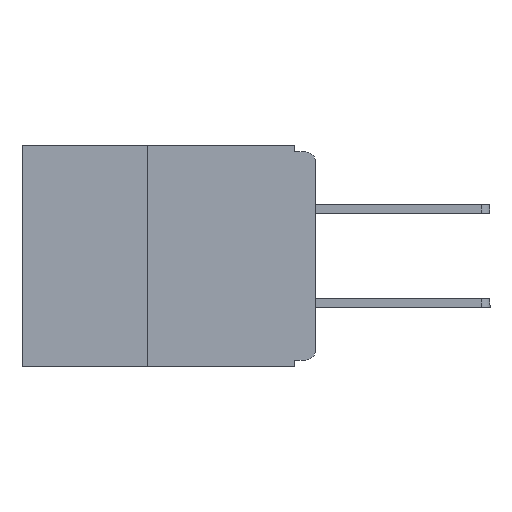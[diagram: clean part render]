
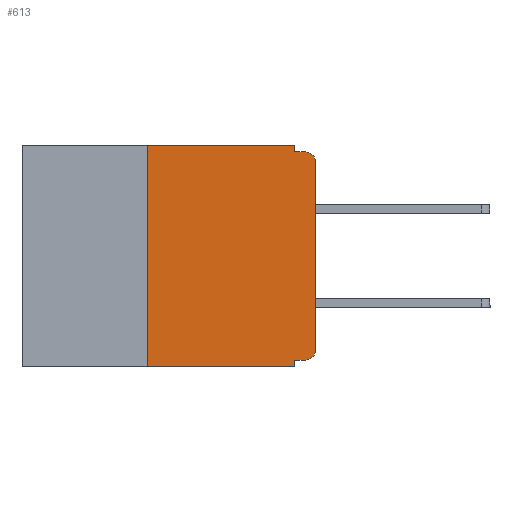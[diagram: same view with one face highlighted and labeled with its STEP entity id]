
A CAD part, left-side view. The second image highlights one B-rep face of the part: STEP entity #613.
In plain terms, the highlighted planar face has unit normal (-1, 0, 0).
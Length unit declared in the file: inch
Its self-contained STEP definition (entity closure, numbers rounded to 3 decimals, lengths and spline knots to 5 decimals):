
#75 = VERTEX_POINT ( 'NONE', #3901 ) ;
#84 = DIRECTION ( 'NONE',  ( 0., 0., -1. ) ) ;
#289 = CARTESIAN_POINT ( 'NONE',  ( 0., 0., 0. ) ) ;
#453 = DIRECTION ( 'NONE',  ( 0., 0., -1. ) ) ;
#489 = CARTESIAN_POINT ( 'NONE',  ( 0., 0.25, -0.33 ) ) ;
#613 = ADVANCED_FACE ( 'NONE', ( #5909 ), #11837, .F. ) ;
#700 = DIRECTION ( 'NONE',  ( -1., 0., 0. ) ) ;
#733 = VERTEX_POINT ( 'NONE', #14732 ) ;
#1502 = EDGE_CURVE ( 'NONE', #8918, #733, #3186, .T. ) ;
#1770 = CARTESIAN_POINT ( 'NONE',  ( 0., 0.015, -0.32 ) ) ;
#2097 = CARTESIAN_POINT ( 'NONE',  ( 0., 0.031, 0. ) ) ;
#2469 = ORIENTED_EDGE ( 'NONE', *, *, #12997, .T. ) ;
#2546 = EDGE_LOOP ( 'NONE', ( #2469, #3207, #3525, #3698, #4930, #5616, #5689, #6540, #7222, #9077 ) ) ;
#2676 = LINE ( 'NONE', #289, #15227 ) ;
#2933 = VECTOR ( 'NONE', #4291, 39.37008 ) ;
#3067 = CARTESIAN_POINT ( 'NONE',  ( 0., 0.437, 0. ) ) ;
#3186 = LINE ( 'NONE', #14498, #9229 ) ;
#3207 = ORIENTED_EDGE ( 'NONE', *, *, #12303, .T. ) ;
#3229 = LINE ( 'NONE', #3067, #9269 ) ;
#3368 = VERTEX_POINT ( 'NONE', #5229 ) ;
#3501 = VERTEX_POINT ( 'NONE', #4121 ) ;
#3525 = ORIENTED_EDGE ( 'NONE', *, *, #4588, .F. ) ;
#3698 = ORIENTED_EDGE ( 'NONE', *, *, #13352, .F. ) ;
#3811 = LINE ( 'NONE', #13648, #12929 ) ;
#3901 = CARTESIAN_POINT ( 'NONE',  ( 0., 0., -0.025 ) ) ;
#4121 = CARTESIAN_POINT ( 'NONE',  ( 0., 0.25, -0.33 ) ) ;
#4124 = DIRECTION ( 'NONE',  ( 0., 0., -1. ) ) ;
#4276 = LINE ( 'NONE', #2097, #10238 ) ;
#4291 = DIRECTION ( 'NONE',  ( 0., 0., 1. ) ) ;
#4487 = CARTESIAN_POINT ( 'NONE',  ( 0., 0.015, -0.01 ) ) ;
#4588 = EDGE_CURVE ( 'NONE', #9606, #14120, #5748, .T. ) ;
#4827 = CARTESIAN_POINT ( 'NONE',  ( 0., 0.437, -0.33 ) ) ;
#4849 = CARTESIAN_POINT ( 'NONE',  ( 0., 0.437, 0. ) ) ;
#4894 = DIRECTION ( 'NONE',  ( 1., 0., 0. ) ) ;
#4930 = ORIENTED_EDGE ( 'NONE', *, *, #14707, .F. ) ;
#5217 = EDGE_CURVE ( 'NONE', #733, #10021, #3811, .T. ) ;
#5229 = CARTESIAN_POINT ( 'NONE',  ( 0., 0.031, 0. ) ) ;
#5615 = DIRECTION ( 'NONE',  ( 0., -1., 0. ) ) ;
#5616 = ORIENTED_EDGE ( 'NONE', *, *, #11901, .F. ) ;
#5689 = ORIENTED_EDGE ( 'NONE', *, *, #13717, .T. ) ;
#5748 = LINE ( 'NONE', #6058, #8508 ) ;
#5909 = FACE_OUTER_BOUND ( 'NONE', #2546, .T. ) ;
#6058 = CARTESIAN_POINT ( 'NONE',  ( 0., 0., -0.01 ) ) ;
#6262 = DIRECTION ( 'NONE',  ( 0., -1., 0. ) ) ;
#6540 = ORIENTED_EDGE ( 'NONE', *, *, #5217, .F. ) ;
#6880 = AXIS2_PLACEMENT_3D ( 'NONE', #14428, #7463, #84 ) ;
#7222 = ORIENTED_EDGE ( 'NONE', *, *, #1502, .F. ) ;
#7463 = DIRECTION ( 'NONE',  ( -1., 0., 0. ) ) ;
#8011 = CARTESIAN_POINT ( 'NONE',  ( 0., 0.031, -0.01 ) ) ;
#8028 = CARTESIAN_POINT ( 'NONE',  ( 0., 0.015, -0.305 ) ) ;
#8508 = VECTOR ( 'NONE', #6262, 39.37008 ) ;
#8835 = DIRECTION ( 'NONE',  ( 0., 0., 1. ) ) ;
#8918 = VERTEX_POINT ( 'NONE', #1770 ) ;
#9077 = ORIENTED_EDGE ( 'NONE', *, *, #12589, .T. ) ;
#9218 = DIRECTION ( 'NONE',  ( 0., 0., -1. ) ) ;
#9229 = VECTOR ( 'NONE', #14723, 39.37008 ) ;
#9269 = VECTOR ( 'NONE', #5615, 39.37008 ) ;
#9283 = AXIS2_PLACEMENT_3D ( 'NONE', #4849, #4894, #4124 ) ;
#9606 = VERTEX_POINT ( 'NONE', #8011 ) ;
#9739 = LINE ( 'NONE', #489, #2933 ) ;
#10021 = VERTEX_POINT ( 'NONE', #13484 ) ;
#10077 = CIRCLE ( 'NONE', #6880, 0.015 ) ;
#10238 = VECTOR ( 'NONE', #11787, 39.37008 ) ;
#10317 = VERTEX_POINT ( 'NONE', #13968 ) ;
#10539 = AXIS2_PLACEMENT_3D ( 'NONE', #8028, #700, #9218 ) ;
#11713 = LINE ( 'NONE', #4827, #14031 ) ;
#11787 = DIRECTION ( 'NONE',  ( 0., 0., -1. ) ) ;
#11837 = PLANE ( 'NONE',  #9283 ) ;
#11901 = EDGE_CURVE ( 'NONE', #3501, #11968, #9739, .T. ) ;
#11913 = DIRECTION ( 'NONE',  ( 0., -1., 0. ) ) ;
#11968 = VERTEX_POINT ( 'NONE', #12683 ) ;
#12303 = EDGE_CURVE ( 'NONE', #75, #14120, #10077, .T. ) ;
#12589 = EDGE_CURVE ( 'NONE', #8918, #10317, #14895, .T. ) ;
#12683 = CARTESIAN_POINT ( 'NONE',  ( 0., 0.25, 0. ) ) ;
#12929 = VECTOR ( 'NONE', #453, 39.37008 ) ;
#12997 = EDGE_CURVE ( 'NONE', #10317, #75, #2676, .T. ) ;
#13352 = EDGE_CURVE ( 'NONE', #3368, #9606, #4276, .T. ) ;
#13484 = CARTESIAN_POINT ( 'NONE',  ( 0., 0.031, -0.33 ) ) ;
#13648 = CARTESIAN_POINT ( 'NONE',  ( 0., 0.031, -0.33 ) ) ;
#13717 = EDGE_CURVE ( 'NONE', #3501, #10021, #11713, .T. ) ;
#13968 = CARTESIAN_POINT ( 'NONE',  ( 0., 0., -0.305 ) ) ;
#14031 = VECTOR ( 'NONE', #11913, 39.37008 ) ;
#14120 = VERTEX_POINT ( 'NONE', #4487 ) ;
#14428 = CARTESIAN_POINT ( 'NONE',  ( 0., 0.015, -0.025 ) ) ;
#14498 = CARTESIAN_POINT ( 'NONE',  ( 0., 0., -0.32 ) ) ;
#14707 = EDGE_CURVE ( 'NONE', #11968, #3368, #3229, .T. ) ;
#14723 = DIRECTION ( 'NONE',  ( 0., 1., 0. ) ) ;
#14732 = CARTESIAN_POINT ( 'NONE',  ( 0., 0.031, -0.32 ) ) ;
#14895 = CIRCLE ( 'NONE', #10539, 0.015 ) ;
#15227 = VECTOR ( 'NONE', #8835, 39.37008 ) ;
